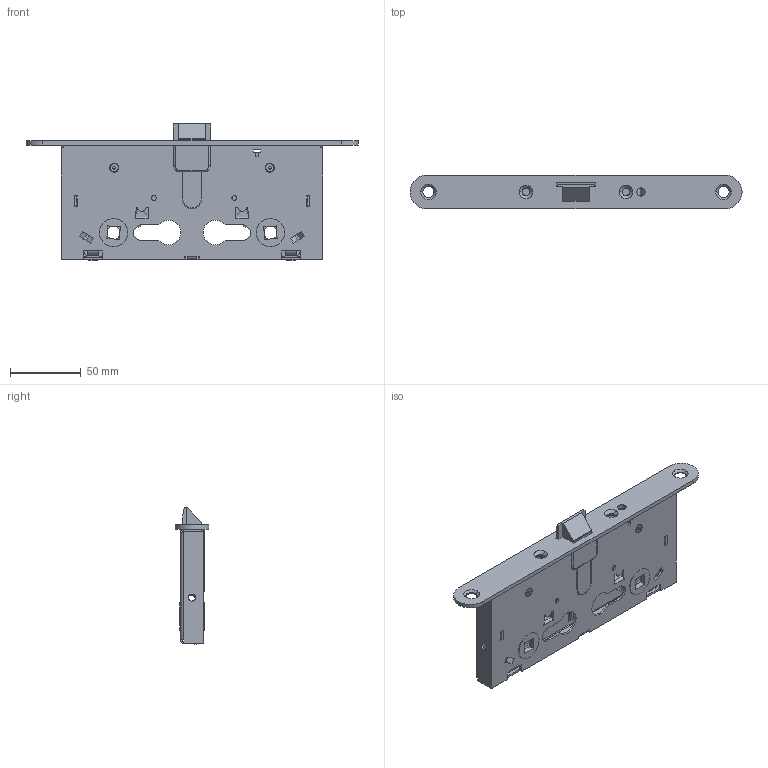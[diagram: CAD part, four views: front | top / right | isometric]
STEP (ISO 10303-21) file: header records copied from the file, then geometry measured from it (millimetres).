
FILE_DESCRIPTION((''),'2;1');
FILE_NAME('143110650_SW','2019-10-11T17:35:44',('MLOLI'),(''),'CREO PARAMETRIC BY PTC INC, 2018420','CREO PARAMETRIC BY PTC INC, 2018420','');
FILE_SCHEMA(('CONFIG_CONTROL_DESIGN'));
Length unit declared in the file: millimetre
Products named in the file (1): 143110650_SW
Bounding box: 235 x 24 x 96.5 mm (x, y, z)
Volume: 85065 mm3; surface area: 85924.9 mm2
Topology: 3 solids, 3 shells, 746 faces, 2152 edges, 1384 vertices
Faces by surface type: plane 460, cylinder 238, cone 26, torus 14, sphere 8
Entity records: 25323 total; most frequent: CARTESIAN_POINT 5142, ORIENTED_EDGE 4288, DIRECTION 4129, EDGE_CURVE 2144, VECTOR 1555, LINE 1555, VERTEX_POINT 1384, AXIS2_PLACEMENT_3D 1287
